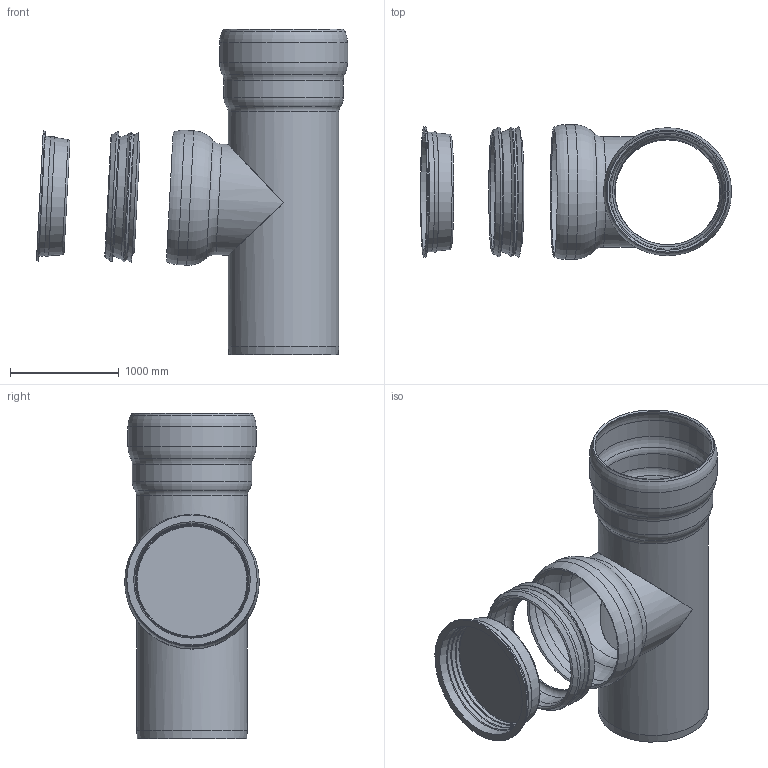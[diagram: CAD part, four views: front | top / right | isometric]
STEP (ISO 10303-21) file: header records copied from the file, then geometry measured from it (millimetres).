
FILE_DESCRIPTION(/* description */ (''),/* implementation_level */ '2;1');
FILE_NAME(/* name */ '00211.DD0X_3D.stp',/* time_stamp */ '2025-05-06T14:36:11+02:00',/* author */ ('N.Hausmann'),/* organization */ (''),/* preprocessor_version */ 'ST-DEVELOPER v20',/* originating_system */ 'AutoCAD Mechanical',/* authorisation */ '');
FILE_SCHEMA (('AUTOMOTIVE_DESIGN { 1 0 10303 214 3 1 1 }'));
Length unit declared in the file: centimetre
Products named in the file (2): Product; *S2
Assembly tree (1 placements, depth 2):
  Product
    *S2
Bounding box: 2866.9 x 1240 x 3000 mm (x, y, z)
Volume: 309934630 mm3; surface area: 29656854.8 mm2
Topology: 4 solids, 4 shells, 76 faces, 188 edges, 119 vertices
Faces by surface type: torus 27, cone 21, cylinder 15, plane 13
Full cylindrical faces by diameter (mm): 950 x1, 980 x2, 1020 x2, 1050 x1, 1060 x1, 1100 x1, 1140 x1, 1155 x1, 1180 x1, 1195 x1, 1200 x2, 1240 x1
Entity records: 2398 total; most frequent: DIRECTION 492, CARTESIAN_POINT 386, ORIENTED_EDGE 376, AXIS2_PLACEMENT_3D 225, EDGE_CURVE 188, CIRCLE 132, VERTEX_POINT 119, EDGE_LOOP 83
